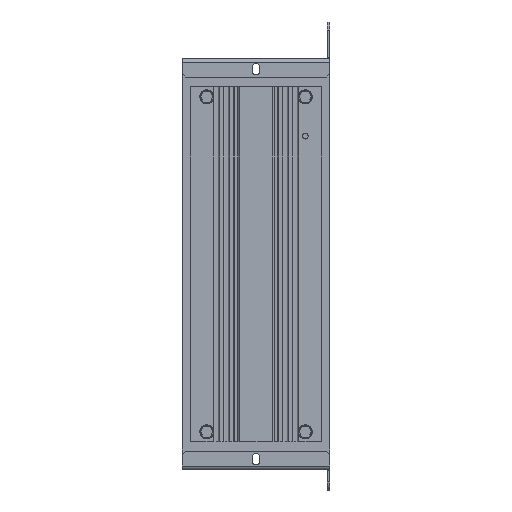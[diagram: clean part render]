
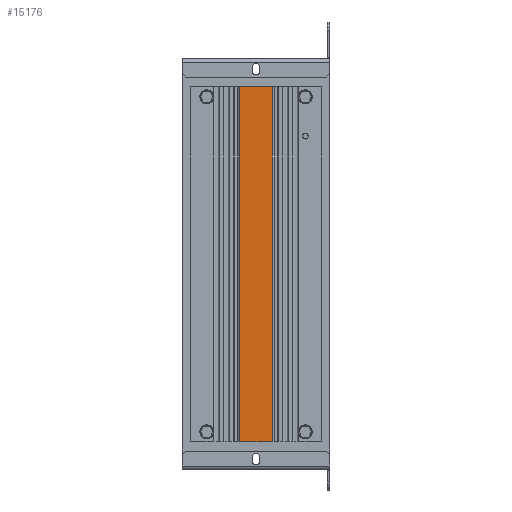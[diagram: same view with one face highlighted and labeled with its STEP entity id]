
A CAD part, front view. The second image highlights one B-rep face of the part: STEP entity #15176.
In plain terms, the highlighted planar face has unit normal (0, 1, 0).
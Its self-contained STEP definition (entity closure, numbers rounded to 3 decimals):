
#1153 = DIRECTION ( 'NONE',  ( 0., 0., 1. ) ) ;
#2182 = VECTOR ( 'NONE', #11929, 1000. ) ;
#2206 = FACE_OUTER_BOUND ( 'NONE', #15666, .T. ) ;
#2389 = DIRECTION ( 'NONE',  ( 0., 0., 1. ) ) ;
#2534 = VERTEX_POINT ( 'NONE', #10057 ) ;
#2622 = ORIENTED_EDGE ( 'NONE', *, *, #18185, .F. ) ;
#3409 = ORIENTED_EDGE ( 'NONE', *, *, #18601, .F. ) ;
#3804 = EDGE_CURVE ( 'NONE', #2534, #17489, #7407, .T. ) ;
#4332 = LINE ( 'NONE', #14313, #5336 ) ;
#4480 = CARTESIAN_POINT ( 'NONE',  ( 10., 10.003, -17. ) ) ;
#5336 = VECTOR ( 'NONE', #8543, 1000. ) ;
#5792 = LINE ( 'NONE', #7134, #9810 ) ;
#6071 = CARTESIAN_POINT ( 'NONE',  ( 40., 10.003, -17. ) ) ;
#6162 = ORIENTED_EDGE ( 'NONE', *, *, #10509, .T. ) ;
#6568 = CARTESIAN_POINT ( 'NONE',  ( 10., 10.003, -233. ) ) ;
#6939 = DIRECTION ( 'NONE',  ( 0., 0., 1. ) ) ;
#7134 = CARTESIAN_POINT ( 'NONE',  ( -10., 10.003, -17. ) ) ;
#7407 = LINE ( 'NONE', #6071, #2182 ) ;
#8531 = AXIS2_PLACEMENT_3D ( 'NONE', #18809, #9762, #1153 ) ;
#8543 = DIRECTION ( 'NONE',  ( 1., 0., 0. ) ) ;
#9208 = PLANE ( 'NONE',  #8531 ) ;
#9762 = DIRECTION ( 'NONE',  ( 0., 1., 0. ) ) ;
#9810 = VECTOR ( 'NONE', #6939, 1000. ) ;
#10057 = CARTESIAN_POINT ( 'NONE',  ( -10., 10.003, -17. ) ) ;
#10509 = EDGE_CURVE ( 'NONE', #16308, #2534, #5792, .T. ) ;
#10665 = CARTESIAN_POINT ( 'NONE',  ( -10., 10.003, -233. ) ) ;
#11099 = LINE ( 'NONE', #6568, #16707 ) ;
#11564 = CARTESIAN_POINT ( 'NONE',  ( 10., 10.003, -233. ) ) ;
#11929 = DIRECTION ( 'NONE',  ( 1., 0., 0. ) ) ;
#13752 = VERTEX_POINT ( 'NONE', #11564 ) ;
#14313 = CARTESIAN_POINT ( 'NONE',  ( 40., 10.003, -233. ) ) ;
#15176 = ADVANCED_FACE ( 'NONE', ( #2206 ), #9208, .T. ) ;
#15666 = EDGE_LOOP ( 'NONE', ( #6162, #16951, #3409, #2622 ) ) ;
#16308 = VERTEX_POINT ( 'NONE', #10665 ) ;
#16707 = VECTOR ( 'NONE', #2389, 1000. ) ;
#16951 = ORIENTED_EDGE ( 'NONE', *, *, #3804, .T. ) ;
#17489 = VERTEX_POINT ( 'NONE', #4480 ) ;
#18185 = EDGE_CURVE ( 'NONE', #16308, #13752, #4332, .T. ) ;
#18601 = EDGE_CURVE ( 'NONE', #13752, #17489, #11099, .T. ) ;
#18809 = CARTESIAN_POINT ( 'NONE',  ( -40., 10.003, -17. ) ) ;
